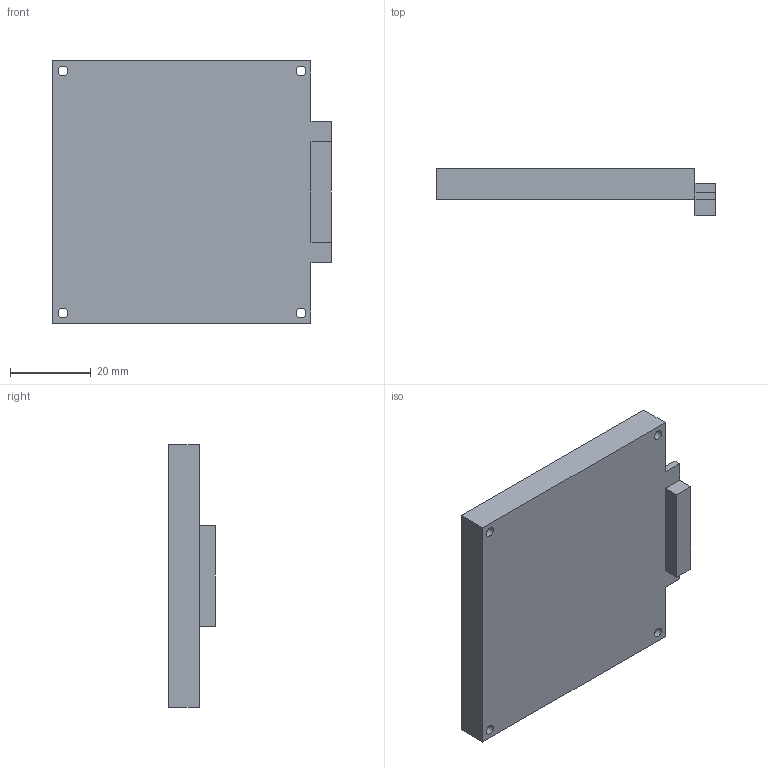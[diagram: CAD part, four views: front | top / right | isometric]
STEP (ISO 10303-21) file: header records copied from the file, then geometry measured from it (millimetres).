
FILE_DESCRIPTION(/* description */ (''),/* implementation_level */ '2;1');
FILE_NAME(/* name */ 'Keypad.stp',/* time_stamp */ '2019-11-24T23:54:27-05:00',/* author */ ('savo'),/* organization */ (''),/* preprocessor_version */ 'ST-DEVELOPER v17',/* originating_system */ 'Autodesk Inventor 2019',/* authorisation */ '');
FILE_SCHEMA (('AUTOMOTIVE_DESIGN { 1 0 10303 214 3 1 1 }'));
Length unit declared in the file: millimetre
Products named in the file (1): Keypad
Bounding box: 69 x 11.6 x 65 mm (x, y, z)
Volume: 32558.5 mm3; surface area: 11103.8 mm2
Topology: 1 solids, 1 shells, 22 faces, 64 edges, 44 vertices
Faces by surface type: plane 18, cylinder 4
Full cylindrical faces by diameter (mm): 2.4 x4
Entity records: 787 total; most frequent: CARTESIAN_POINT 131, ORIENTED_EDGE 128, DIRECTION 122, EDGE_CURVE 64, LINE 52, VECTOR 52, VERTEX_POINT 44, AXIS2_PLACEMENT_3D 35
